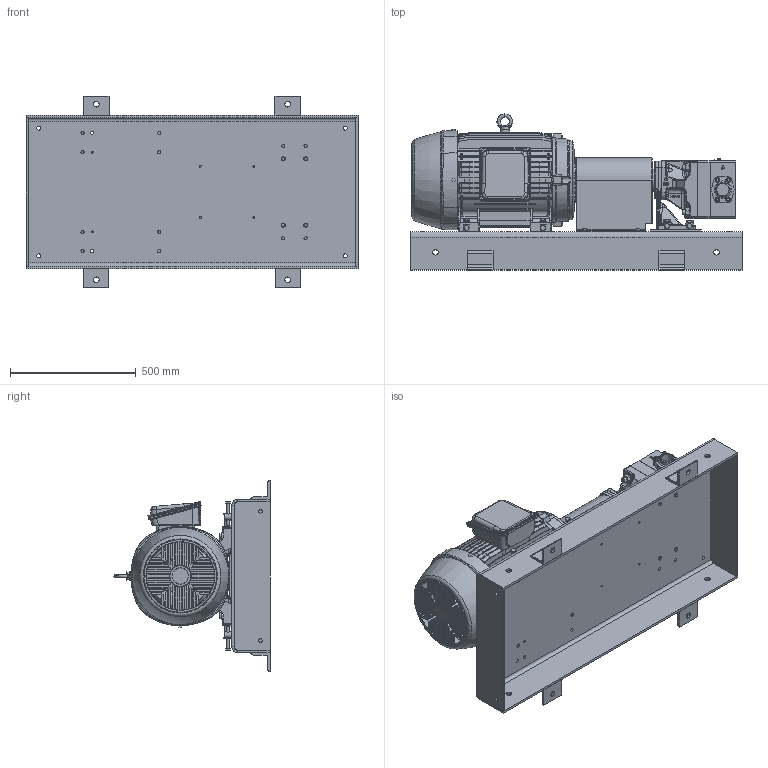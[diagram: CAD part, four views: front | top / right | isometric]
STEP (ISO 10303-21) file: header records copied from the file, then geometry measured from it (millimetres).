
FILE_DESCRIPTION (( 'STEP AP214' ), '1' );
FILE_NAME ('GPV-1420-044-U.STEP', '2016-09-27T21:01:26', ( '' ), ( '' ), 'SwSTEP 2.0', 'SolidWorks 2015', '' );
FILE_SCHEMA (( 'AUTOMOTIVE_DESIGN' ));
Length unit declared in the file: inch
Products named in the file (1): GPV-1420-044-U
Bounding box: 1320.8 x 621.12 x 762 mm (x, y, z)
Volume: 97342467.2 mm3; surface area: 6766357.3 mm2
Topology: 107 solids, 107 shells, 5467 faces, 13708 edges, 8759 vertices
Faces by surface type: plane 2877, cylinder 997, bspline 940, cone 563, torus 64, sphere 26
Full cylindrical faces by diameter (mm): 3.175 x2, 6.35 x12, 7.937 x7, 7.938 x3, 8 x4, 8.731 x4, 9.525 x48, 10.716 x20, 11.146 x6, 11.6 x4, 12.7 x48, 13.2 x6, 13.487 x12, 13.492 x8, 13.894 x4, 14.287 x1, 14.288 x6, 15.875 x8, 16.7 x4, 17.45 x4, 17.462 x2, 17.463 x2, 17.526 x4, 19.05 x20, 20.65 x4, 21.438 x4, 22.225 x8, 25.4 x8, 26.975 x4, 31.737 x1
Entity records: 353306 total; most frequent: CARTESIAN_POINT 160767, ORIENTED_EDGE 25932, DIRECTION 21898, EDGE_CURVE 12966, VERTEX_POINT 8602, AXIS2_PLACEMENT_3D 7567, VECTOR 6764, LINE 6764
